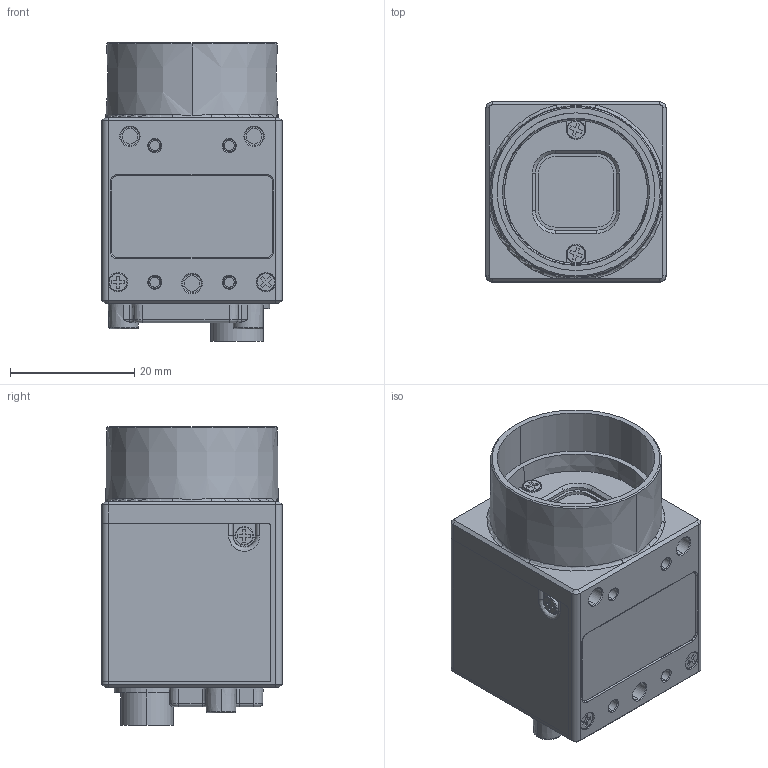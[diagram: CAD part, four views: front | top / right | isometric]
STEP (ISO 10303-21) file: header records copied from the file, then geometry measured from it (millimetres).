
FILE_DESCRIPTION (( 'STEP AP203' ), '1' );
FILE_NAME ('FL2-019-R0.STEP', '2017-03-28T15:54:14', ( '' ), ( '' ), 'SwSTEP 2.0', 'SolidWorks 2017', '' );
FILE_SCHEMA (( 'CONFIG_CONTROL_DESIGN' ));
Length unit declared in the file: millimetre
Products named in the file (1): FL2-019-R0
Bounding box: 29 x 29 x 48.06 mm (x, y, z)
Volume: 27009.4 mm3; surface area: 8359.2 mm2
Topology: 1 solids, 1 shells, 525 faces, 1281 edges, 801 vertices
Faces by surface type: plane 237, cylinder 148, bspline 58, cone 58, torus 24
Entity records: 17653 total; most frequent: CARTESIAN_POINT 5509, ORIENTED_EDGE 2546, DIRECTION 2475, EDGE_CURVE 1273, AXIS2_PLACEMENT_3D 880, VERTEX_POINT 803, LINE 715, VECTOR 715
